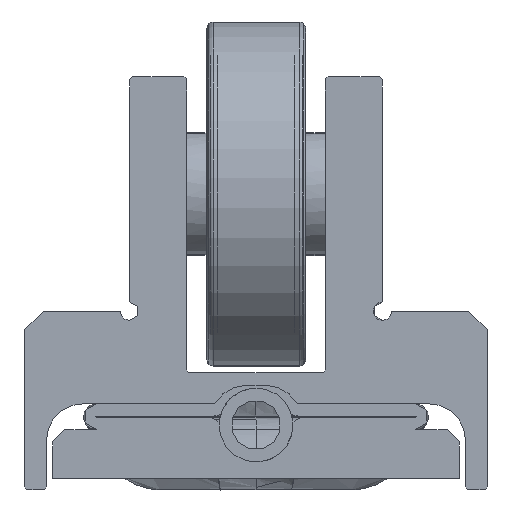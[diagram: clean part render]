
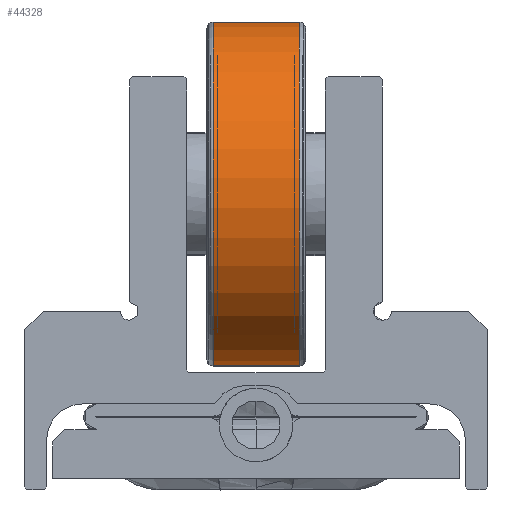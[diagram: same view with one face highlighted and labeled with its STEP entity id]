
A CAD part, front view. The second image highlights one B-rep face of the part: STEP entity #44328.
In plain terms, the highlighted cylindrical face has radius 14 mm (diameter 28 mm), a partial arc.
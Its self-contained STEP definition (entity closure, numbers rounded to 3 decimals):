
#16023=CARTESIAN_POINT('',(-3.475,20.,9.5));
#16024=DIRECTION('',(-1.,0.,0.));
#16025=DIRECTION('',(0.,-0.091,-0.996));
#16026=AXIS2_PLACEMENT_3D('',#16023,#16024,#16025);
#16038=DIRECTION('',(1.,0.,0.));
#16039=VECTOR('',#16038,7.);
#16040=CARTESIAN_POINT('',(-3.475,18.731,-4.442));
#16041=LINE('',#16040,#16039);
#16042=DIRECTION('',(1.,0.,0.));
#16043=VECTOR('',#16042,7.);
#16044=CARTESIAN_POINT('',(-3.475,21.269,23.442));
#16045=LINE('',#16044,#16043);
#16061=CARTESIAN_POINT('',(3.525,20.,9.5));
#16062=DIRECTION('',(1.,0.,0.));
#16063=DIRECTION('',(0.,0.091,0.996));
#16064=AXIS2_PLACEMENT_3D('',#16061,#16062,#16063);
#21779=CARTESIAN_POINT('',(3.525,18.731,-4.442));
#21780=VERTEX_POINT('',#21779);
#21781=CARTESIAN_POINT('',(3.525,21.269,23.442));
#21782=VERTEX_POINT('',#21781);
#23908=CARTESIAN_POINT('',(-3.475,21.269,23.442));
#23909=VERTEX_POINT('',#23908);
#23910=CARTESIAN_POINT('',(-3.475,18.731,-4.442));
#23911=VERTEX_POINT('',#23910);
#44314=CARTESIAN_POINT('',(4.025,20.,9.5));
#44315=DIRECTION('',(1.,0.,0.));
#44316=DIRECTION('',(0.,0.091,0.996));
#44317=AXIS2_PLACEMENT_3D('',#44314,#44315,#44316);
#44318=CYLINDRICAL_SURFACE('',#44317,14.);
#44319=ORIENTED_EDGE('',*,*,#44304,.T.);
#44321=ORIENTED_EDGE('',*,*,#44320,.T.);
#44323=ORIENTED_EDGE('',*,*,#44322,.T.);
#44325=ORIENTED_EDGE('',*,*,#44324,.F.);
#44326=EDGE_LOOP('',(#44319,#44321,#44323,#44325));
#44327=FACE_OUTER_BOUND('',#44326,.F.);
#44328=ADVANCED_FACE('',(#44327),#44318,.T.);
#16027=CIRCLE('',#16026,14.);
#16065=CIRCLE('',#16064,14.);
#44304=EDGE_CURVE('',#23911,#23909,#16027,.T.);
#44320=EDGE_CURVE('',#23909,#21782,#16045,.T.);
#44322=EDGE_CURVE('',#21782,#21780,#16065,.T.);
#44324=EDGE_CURVE('',#23911,#21780,#16041,.T.);
